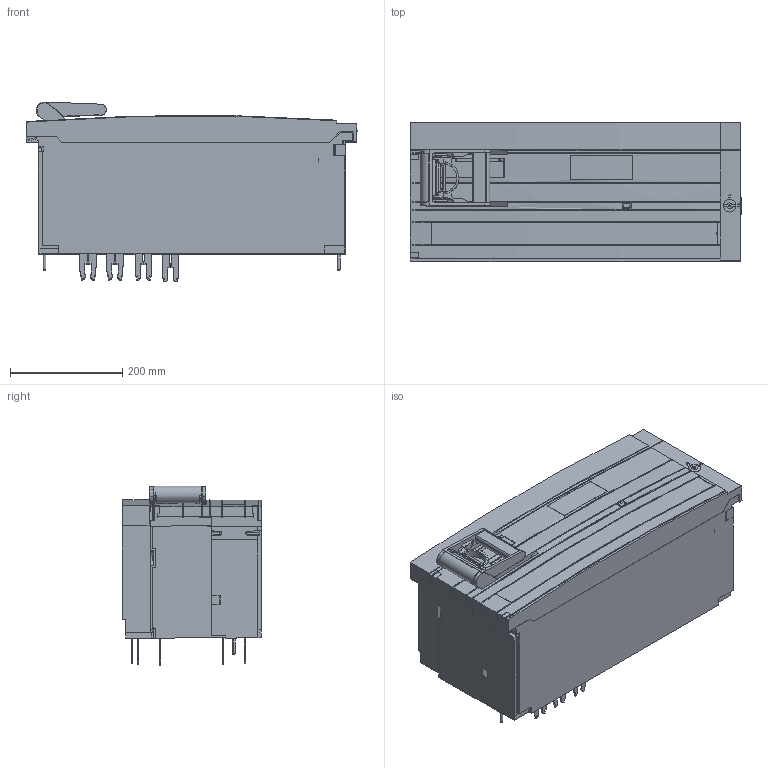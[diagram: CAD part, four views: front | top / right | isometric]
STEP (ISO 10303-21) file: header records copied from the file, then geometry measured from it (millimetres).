
FILE_DESCRIPTION((''),'2;1');
FILE_NAME('PRT0005','2023-08-22T16:26:32',('20724'),(''),'CREO PARAMETRIC BY PTC INC, 2016390','CREO PARAMETRIC BY PTC INC, 2016390','');
FILE_SCHEMA(('AUTOMOTIVE_DESIGN { 1 0 10303 214 1 1 1 1 }'));
Products named in the file (1): PRT0005
Bounding box: 591.5 x 248.82 x 321.28 mm (x, y, z)
Volume: 158600.6 mm3; surface area: 1581042.2 mm2
Topology: 2 solids, 102 shells, 2990 faces, 9284 edges, 6530 vertices
Faces by surface type: plane 2170, cylinder 711, cone 73, torus 14, bspline 10, sphere 7, extrusion 5
Entity records: 136025 total; most frequent: CARTESIAN_POINT 22823, ORIENTED_EDGE 17444, DIRECTION 16494, EDGE_CURVE 9278, PRESENTATION_STYLE_ASSIGNMENT 9229, STYLED_ITEM 8976, CURVE_STYLE 8695, VECTOR 6698
